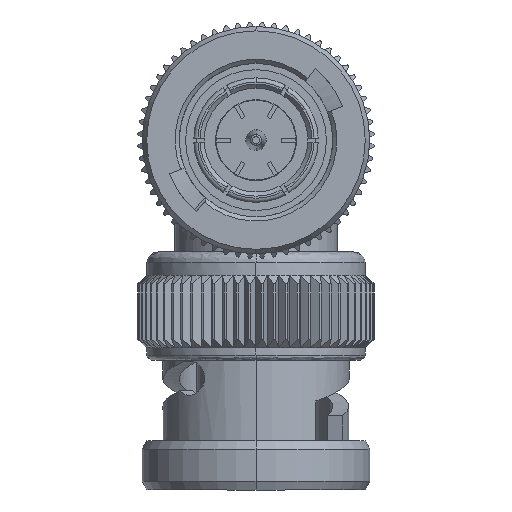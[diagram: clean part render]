
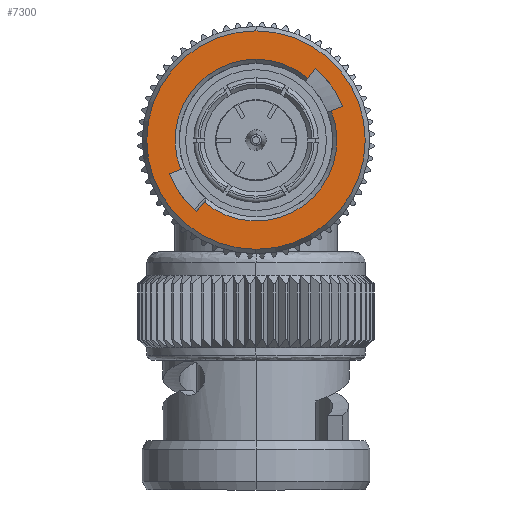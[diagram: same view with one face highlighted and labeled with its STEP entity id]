
A CAD part, left-side view. The second image highlights one B-rep face of the part: STEP entity #7300.
In plain terms, the highlighted planar face has unit normal (-1, 0, 0).
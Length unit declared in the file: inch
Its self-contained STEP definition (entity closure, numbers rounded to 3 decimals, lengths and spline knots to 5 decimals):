
#525 = CIRCLE ( 'NONE', #14903, 0.19494 ) ;
#675 = FACE_OUTER_BOUND ( 'NONE', #26077, .T. ) ;
#774 = CARTESIAN_POINT ( 'NONE',  ( 0.33873, 0., 0. ) ) ;
#1519 = AXIS2_PLACEMENT_3D ( 'NONE', #6610, #4427, #4570 ) ;
#1623 = EDGE_CURVE ( 'NONE', #2727, #28346, #10210, .T. ) ;
#1668 = EDGE_LOOP ( 'NONE', ( #21832, #25868, #24484, #22023, #25879, #11333, #28061, #23935, #21170 ) ) ;
#1758 = CARTESIAN_POINT ( 'NONE',  ( 0.33873, 0., 0.19494 ) ) ;
#2268 = ORIENTED_EDGE ( 'NONE', *, *, #19915, .T. ) ;
#2727 = VERTEX_POINT ( 'NONE', #16953 ) ;
#2749 = VECTOR ( 'NONE', #12365, 39.37008 ) ;
#3618 = VERTEX_POINT ( 'NONE', #1758 ) ;
#3663 = AXIS2_PLACEMENT_3D ( 'NONE', #774, #9771, #26873 ) ;
#4126 = CIRCLE ( 'NONE', #28202, 0.19494 ) ;
#4427 = DIRECTION ( 'NONE',  ( 1., 0., 0. ) ) ;
#4570 = DIRECTION ( 'NONE',  ( 0., 0., -1. ) ) ;
#5300 = DIRECTION ( 'NONE',  ( 1., 0., 0. ) ) ;
#5543 = DIRECTION ( 'NONE',  ( 0., -0.932, 0.363 ) ) ;
#5584 = DIRECTION ( 'NONE',  ( 0., 0., -1. ) ) ;
#5689 = LINE ( 'NONE', #23368, #2749 ) ;
#5957 = EDGE_CURVE ( 'NONE', #7148, #11992, #8626, .T. ) ;
#6059 = DIRECTION ( 'NONE',  ( 0., 0., -1. ) ) ;
#6194 = VERTEX_POINT ( 'NONE', #13736 ) ;
#6610 = CARTESIAN_POINT ( 'NONE',  ( 0.33873, 0., 0. ) ) ;
#6928 = CIRCLE ( 'NONE', #3663, 0.22431 ) ;
#7148 = VERTEX_POINT ( 'NONE', #18975 ) ;
#7198 = CARTESIAN_POINT ( 'NONE',  ( 0.33873, 0., 0. ) ) ;
#7300 = ADVANCED_FACE ( 'NONE', ( #675, #22838 ), #25159, .F. ) ;
#7855 = VECTOR ( 'NONE', #5543, 39.37008 ) ;
#7956 = DIRECTION ( 'NONE',  ( -1., 0., 0. ) ) ;
#7974 = VECTOR ( 'NONE', #23096, 39.37008 ) ;
#8013 = LINE ( 'NONE', #20909, #7855 ) ;
#8095 = CARTESIAN_POINT ( 'NONE',  ( 0.33873, 0., 0. ) ) ;
#8626 = CIRCLE ( 'NONE', #15554, 0.26339 ) ;
#9645 = CARTESIAN_POINT ( 'NONE',  ( 0.33873, 0., 0. ) ) ;
#9755 = LINE ( 'NONE', #12064, #14146 ) ;
#9771 = DIRECTION ( 'NONE',  ( -1., 0., 0. ) ) ;
#10092 = EDGE_CURVE ( 'NONE', #28474, #6194, #4126, .T. ) ;
#10210 = LINE ( 'NONE', #12244, #7974 ) ;
#11231 = DIRECTION ( 'NONE',  ( 1., 0., 0. ) ) ;
#11333 = ORIENTED_EDGE ( 'NONE', *, *, #25655, .F. ) ;
#11992 = VERTEX_POINT ( 'NONE', #19384 ) ;
#12064 = CARTESIAN_POINT ( 'NONE',  ( 0.33873, 0.11859, -0.14191 ) ) ;
#12244 = CARTESIAN_POINT ( 'NONE',  ( 0.33873, 0.20905, -0.08133 ) ) ;
#12365 = DIRECTION ( 'NONE',  ( 0., 0.641, -0.767 ) ) ;
#12467 = VERTEX_POINT ( 'NONE', #28290 ) ;
#13736 = CARTESIAN_POINT ( 'NONE',  ( 0.33873, 0.12501, -0.14959 ) ) ;
#13965 = CARTESIAN_POINT ( 'NONE',  ( 0.33873, 0., 0. ) ) ;
#14032 = CIRCLE ( 'NONE', #1519, 0.19494 ) ;
#14129 = DIRECTION ( 'NONE',  ( 0., 0., 1. ) ) ;
#14146 = VECTOR ( 'NONE', #25965, 39.37008 ) ;
#14903 = AXIS2_PLACEMENT_3D ( 'NONE', #7198, #20669, #22841 ) ;
#15554 = AXIS2_PLACEMENT_3D ( 'NONE', #19399, #7956, #28228 ) ;
#15921 = EDGE_CURVE ( 'NONE', #2727, #3618, #14032, .T. ) ;
#16321 = VERTEX_POINT ( 'NONE', #23959 ) ;
#16562 = ORIENTED_EDGE ( 'NONE', *, *, #5957, .T. ) ;
#16839 = AXIS2_PLACEMENT_3D ( 'NONE', #9645, #24994, #14129 ) ;
#16953 = CARTESIAN_POINT ( 'NONE',  ( 0.33873, 0.18168, -0.07068 ) ) ;
#18324 = DIRECTION ( 'NONE',  ( 0., 0., -1. ) ) ;
#18975 = CARTESIAN_POINT ( 'NONE',  ( 0.33873, 0., -0.26339 ) ) ;
#19022 = AXIS2_PLACEMENT_3D ( 'NONE', #8095, #27942, #6059 ) ;
#19384 = CARTESIAN_POINT ( 'NONE',  ( 0.33873, 0., 0.26339 ) ) ;
#19399 = CARTESIAN_POINT ( 'NONE',  ( 0.33873, 0., 0. ) ) ;
#19480 = CIRCLE ( 'NONE', #19022, 0.22431 ) ;
#19762 = AXIS2_PLACEMENT_3D ( 'NONE', #22975, #5300, #5584 ) ;
#19915 = EDGE_CURVE ( 'NONE', #11992, #7148, #26555, .T. ) ;
#20669 = DIRECTION ( 'NONE',  ( 1., 0., 0. ) ) ;
#20909 = CARTESIAN_POINT ( 'NONE',  ( 0.33873, -0.20905, 0.08133 ) ) ;
#21170 = ORIENTED_EDGE ( 'NONE', *, *, #28509, .F. ) ;
#21307 = CARTESIAN_POINT ( 'NONE',  ( 0.33873, 0.20905, -0.08133 ) ) ;
#21832 = ORIENTED_EDGE ( 'NONE', *, *, #1623, .F. ) ;
#21860 = EDGE_CURVE ( 'NONE', #16321, #6194, #9755, .T. ) ;
#22023 = ORIENTED_EDGE ( 'NONE', *, *, #25754, .F. ) ;
#22411 = CARTESIAN_POINT ( 'NONE',  ( 0.33873, -0.20905, 0.08133 ) ) ;
#22838 = FACE_BOUND ( 'NONE', #1668, .T. ) ;
#22841 = DIRECTION ( 'NONE',  ( 0., 0., -1. ) ) ;
#22975 = CARTESIAN_POINT ( 'NONE',  ( 0.33873, 0., -0.26339 ) ) ;
#23096 = DIRECTION ( 'NONE',  ( 0., 0.932, -0.363 ) ) ;
#23368 = CARTESIAN_POINT ( 'NONE',  ( 0.33873, -0.11859, 0.14191 ) ) ;
#23776 = VERTEX_POINT ( 'NONE', #22411 ) ;
#23935 = ORIENTED_EDGE ( 'NONE', *, *, #21860, .F. ) ;
#23959 = CARTESIAN_POINT ( 'NONE',  ( 0.33873, 0.14384, -0.17212 ) ) ;
#24484 = ORIENTED_EDGE ( 'NONE', *, *, #27779, .T. ) ;
#24994 = DIRECTION ( 'NONE',  ( -1., 0., 0. ) ) ;
#25159 = PLANE ( 'NONE',  #19762 ) ;
#25619 = EDGE_CURVE ( 'NONE', #23776, #12467, #6928, .T. ) ;
#25655 = EDGE_CURVE ( 'NONE', #28474, #23776, #8013, .T. ) ;
#25754 = EDGE_CURVE ( 'NONE', #12467, #26654, #5689, .T. ) ;
#25868 = ORIENTED_EDGE ( 'NONE', *, *, #15921, .T. ) ;
#25879 = ORIENTED_EDGE ( 'NONE', *, *, #25619, .F. ) ;
#25965 = DIRECTION ( 'NONE',  ( 0., -0.641, 0.767 ) ) ;
#26077 = EDGE_LOOP ( 'NONE', ( #16562, #2268 ) ) ;
#26555 = CIRCLE ( 'NONE', #16839, 0.26339 ) ;
#26654 = VERTEX_POINT ( 'NONE', #26728 ) ;
#26728 = CARTESIAN_POINT ( 'NONE',  ( 0.33873, -0.12501, 0.14959 ) ) ;
#26873 = DIRECTION ( 'NONE',  ( 0., 0., 1. ) ) ;
#27375 = CARTESIAN_POINT ( 'NONE',  ( 0.33873, -0.18168, 0.07068 ) ) ;
#27779 = EDGE_CURVE ( 'NONE', #3618, #26654, #525, .T. ) ;
#27942 = DIRECTION ( 'NONE',  ( -1., 0., 0. ) ) ;
#28061 = ORIENTED_EDGE ( 'NONE', *, *, #10092, .T. ) ;
#28202 = AXIS2_PLACEMENT_3D ( 'NONE', #13965, #11231, #18324 ) ;
#28228 = DIRECTION ( 'NONE',  ( 0., 0., 1. ) ) ;
#28290 = CARTESIAN_POINT ( 'NONE',  ( 0.33873, -0.14384, 0.17212 ) ) ;
#28346 = VERTEX_POINT ( 'NONE', #21307 ) ;
#28474 = VERTEX_POINT ( 'NONE', #27375 ) ;
#28509 = EDGE_CURVE ( 'NONE', #28346, #16321, #19480, .T. ) ;
